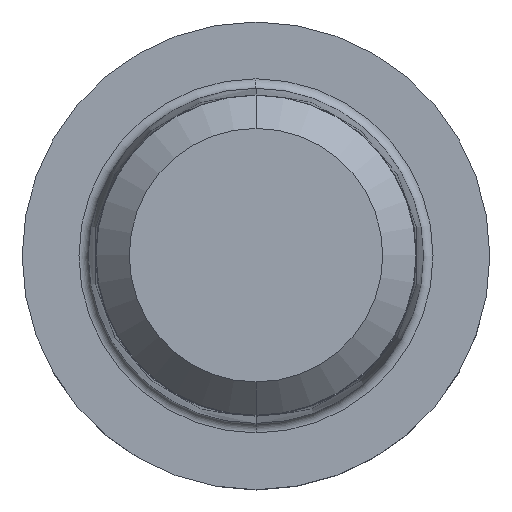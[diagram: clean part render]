
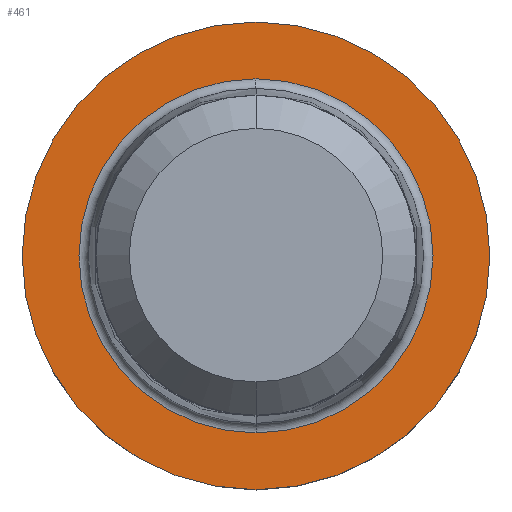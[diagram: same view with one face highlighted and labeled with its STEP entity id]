
A CAD part, top view. The second image highlights one B-rep face of the part: STEP entity #461.
In plain terms, the highlighted planar face has unit normal (0, 0, 1).
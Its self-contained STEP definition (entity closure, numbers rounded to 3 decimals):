
#221=VERTEX_POINT('',#559);
#251=VERTEX_POINT('',#594);
#257=EDGE_CURVE('',#275,#221,#600,.T.);
#275=VERTEX_POINT('',#619);
#289=VERTEX_POINT('',#636);
#325=EDGE_CURVE('',#221,#275,#681,.T.);
#333=EDGE_CURVE('',#289,#251,#691,.T.);
#461=ADVANCED_FACE('',(#833,#834),#835,.T.);
#501=EDGE_CURVE('',#251,#289,#879,.T.);
#559=CARTESIAN_POINT('',(0.,-7.42,0.01));
#594=CARTESIAN_POINT('',(0.,-9.8,0.01));
#600=CIRCLE('',#991,7.42);
#619=CARTESIAN_POINT('',(0.0,7.42,0.01));
#636=CARTESIAN_POINT('',(0.0,9.8,0.01));
#681=CIRCLE('',#1084,7.42);
#691=CIRCLE('',#1096,9.8);
#833=FACE_OUTER_BOUND('',#1288,.T.);
#834=FACE_BOUND('',#1289,.T.);
#835=PLANE('',#1290);
#879=CIRCLE('',#1347,9.8);
#991=AXIS2_PLACEMENT_3D('',#1433,#1434,#1435);
#1084=AXIS2_PLACEMENT_3D('',#1562,#1563,#1564);
#1096=AXIS2_PLACEMENT_3D('',#1576,#1577,#1578);
#1288=EDGE_LOOP('',(#1752,#1753));
#1289=EDGE_LOOP('',(#1754,#1755));
#1290=AXIS2_PLACEMENT_3D('',#1756,#1757,#1758);
#1347=AXIS2_PLACEMENT_3D('',#1817,#1818,#1819);
#1433=CARTESIAN_POINT('',(0.0,0.0,0.01));
#1434=DIRECTION('',(0.0,0.0,-1.0));
#1435=DIRECTION('',(0.0,1.0,0.0));
#1562=CARTESIAN_POINT('',(0.0,0.0,0.01));
#1563=DIRECTION('',(0.0,0.0,-1.0));
#1564=DIRECTION('',(0.0,1.0,0.0));
#1576=CARTESIAN_POINT('',(0.0,0.0,0.01));
#1577=DIRECTION('',(0.0,0.0,-1.0));
#1578=DIRECTION('',(0.0,1.0,0.0));
#1752=ORIENTED_EDGE('',*,*,#333,.F.);
#1753=ORIENTED_EDGE('',*,*,#501,.F.);
#1754=ORIENTED_EDGE('',*,*,#257,.T.);
#1755=ORIENTED_EDGE('',*,*,#325,.T.);
#1756=CARTESIAN_POINT('',(0.0,4.9,0.01));
#1757=DIRECTION('',(-0.0,0.0,1.0));
#1758=DIRECTION('',(0.0,-1.0,0.0));
#1817=CARTESIAN_POINT('',(0.0,0.0,0.01));
#1818=DIRECTION('',(0.0,0.0,-1.0));
#1819=DIRECTION('',(0.0,1.0,0.0));
